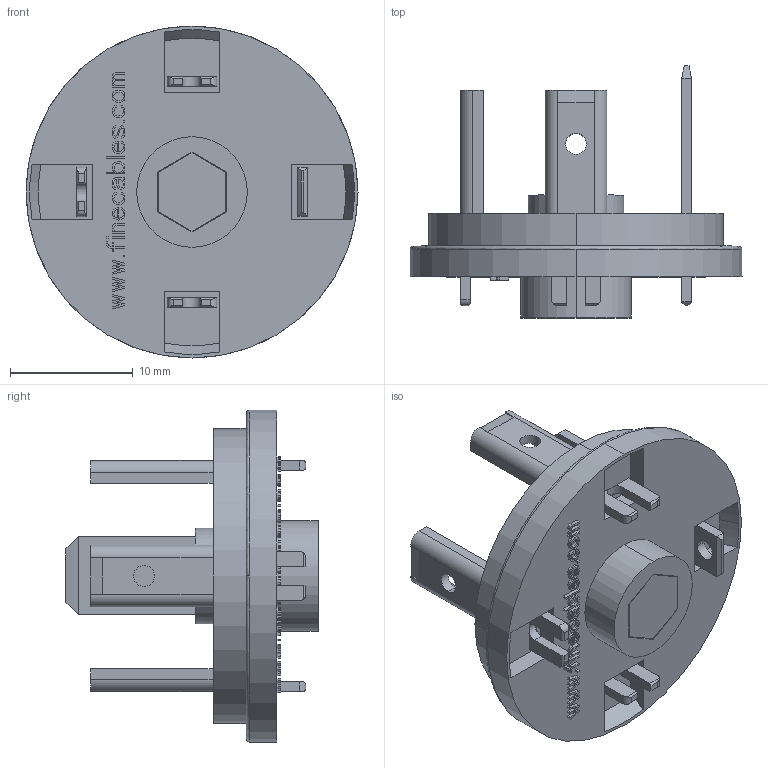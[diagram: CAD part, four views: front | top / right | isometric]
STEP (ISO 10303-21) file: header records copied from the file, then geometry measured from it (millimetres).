
FILE_DESCRIPTION (( 'STEP AP203' ), '1' );
FILE_NAME ('P441.STEP', '2020-04-16T01:45:49', ( 'edpusr' ), ( 'Microsoft' ), 'SwSTEP 2.0', 'SolidWorks 2015', '' );
FILE_SCHEMA (( 'CONFIG_CONTROL_DESIGN' ));
Length unit declared in the file: millimetre
Products named in the file (1): P441
Bounding box: 27 x 20.5 x 27 mm (x, y, z)
Volume: 2608.3 mm3; surface area: 3372.7 mm2
Topology: 5 solids, 5 shells, 923 faces, 2575 edges, 1706 vertices
Faces by surface type: plane 845, cylinder 65, cone 11, bspline 2
Entity records: 29320 total; most frequent: CARTESIAN_POINT 5396, ORIENTED_EDGE 5146, DIRECTION 4563, EDGE_CURVE 2573, LINE 2377, VECTOR 2377, VERTEX_POINT 1706, AXIS2_PLACEMENT_3D 1093
